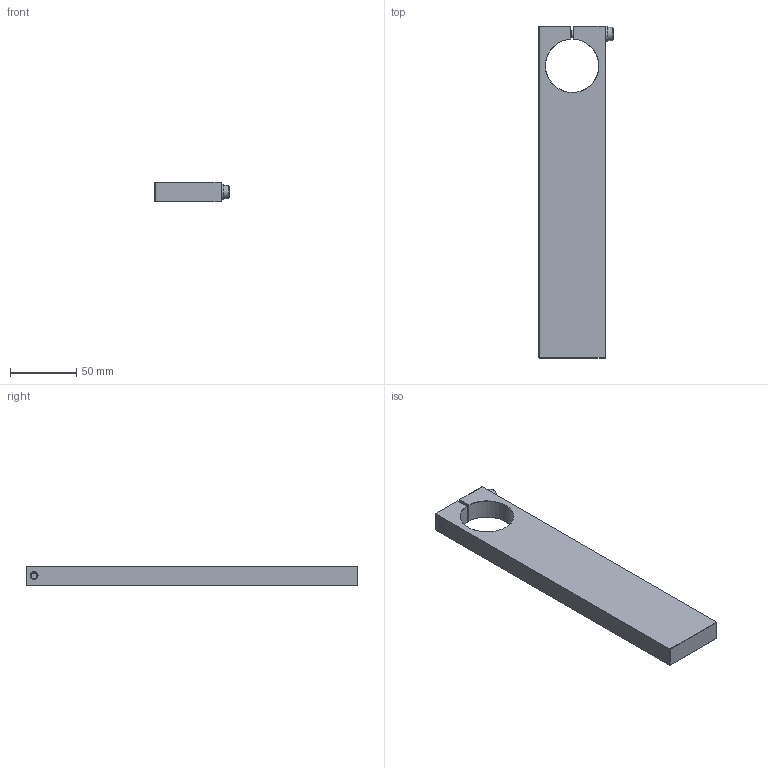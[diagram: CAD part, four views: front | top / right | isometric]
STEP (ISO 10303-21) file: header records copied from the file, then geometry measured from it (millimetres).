
FILE_DESCRIPTION(/* description */ (''),/* implementation_level */ '2;1');
FILE_NAME(/* name */ 'f4850a85-a4aa-40d7-babc-55268d953cc6.stp',/* time_stamp */ '2024-10-08T18:08:03Z',/* author */ (''),/* organization */ (''),/* preprocessor_version */ 'ST-DEVELOPER v20',/* originating_system */ 'Autodesk Translation Framework v13.20.0.188',/* authorisation */ '');
FILE_SCHEMA (('AUTOMOTIVE_DESIGN { 1 0 10303 214 3 1 1 }'));
Length unit declared in the file: millimetre
Products named in the file (4): SE 01.020; Washer_M6; Socket_head_screw_M6; SE 01.020_body_part
Assembly tree (3 placements, depth 2):
  SE 01.020
    Washer_M6
    Socket_head_screw_M6
    SE 01.020_body_part
Bounding box: 55.8 x 250 x 15 mm (x, y, z)
Volume: 168760.5 mm3; surface area: 36262 mm2
Topology: 3 solids, 3 shells, 220 faces, 581 edges, 369 vertices
Faces by surface type: cylinder 140, plane 54, cone 18, bspline 8
Full cylindrical faces by diameter (mm): 4.701 x17, 5.035 x23, 6 x17, 6.147 x12, 6.4 x1, 10 x1, 12 x1
Entity records: 15487 total; most frequent: CARTESIAN_POINT 10634, ORIENTED_EDGE 1154, DIRECTION 744, EDGE_CURVE 577, VERTEX_POINT 367, B_SPLINE_CURVE_WITH_KNOTS 263, AXIS2_PLACEMENT_3D 257, LINE 230
